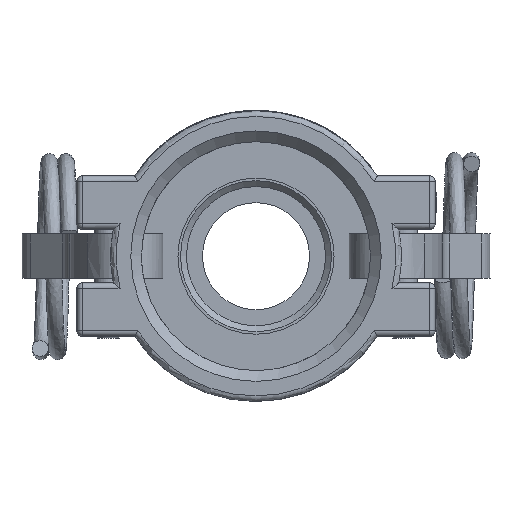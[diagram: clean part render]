
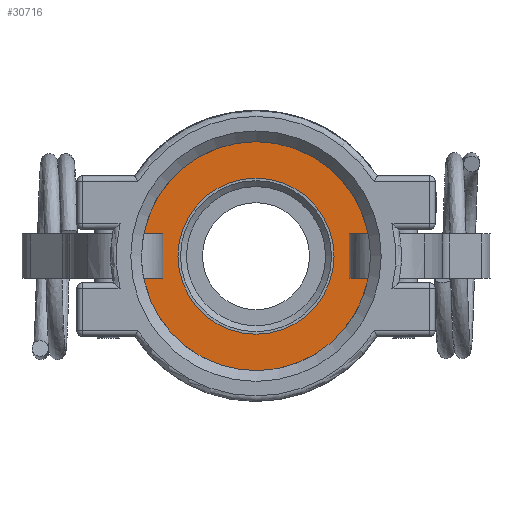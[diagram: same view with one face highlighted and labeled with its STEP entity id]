
A CAD part, left-side view. The second image highlights one B-rep face of the part: STEP entity #30716.
In plain terms, the highlighted face is planar.
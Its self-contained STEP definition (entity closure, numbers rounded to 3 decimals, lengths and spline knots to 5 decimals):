
#3898=PLANE('',#32271);
#8624=FACE_BOUND('',#12002,.T.);
#10147=FACE_OUTER_BOUND('',#12001,.T.);
#12001=EDGE_LOOP('',(#28047));
#12002=EDGE_LOOP('',(#28048));
#12669=CIRCLE('',#32269,0.6875);
#12671=CIRCLE('',#32272,0.4375);
#15331=VERTEX_POINT('',#149428);
#15333=VERTEX_POINT('',#149433);
#19627=EDGE_CURVE('',#15331,#15331,#12669,.T.);
#19629=EDGE_CURVE('',#15333,#15333,#12671,.T.);
#28047=ORIENTED_EDGE('',*,*,#19627,.T.);
#28048=ORIENTED_EDGE('',*,*,#19629,.F.);
#30716=ADVANCED_FACE('',(#10147,#8624),#3898,.T.);
#32269=AXIS2_PLACEMENT_3D('',#149429,#37035,#37036);
#32271=AXIS2_PLACEMENT_3D('',#149432,#37039,#37040);
#32272=AXIS2_PLACEMENT_3D('',#149434,#37041,#37042);
#37035=DIRECTION('center_axis',(1.,0.,0.));
#37036=DIRECTION('ref_axis',(0.,1.,0.));
#37039=DIRECTION('center_axis',(1.,0.,0.));
#37040=DIRECTION('ref_axis',(0.,0.,-1.));
#37041=DIRECTION('center_axis',(1.,0.,0.));
#37042=DIRECTION('ref_axis',(0.,1.,0.));
#149428=CARTESIAN_POINT('',(0.1,0.6875,0.));
#149429=CARTESIAN_POINT('Origin',(0.1,0.,0.));
#149432=CARTESIAN_POINT('Origin',(0.1,0.5625,0.));
#149433=CARTESIAN_POINT('',(0.1,0.4375,0.));
#149434=CARTESIAN_POINT('Origin',(0.1,0.,0.));
